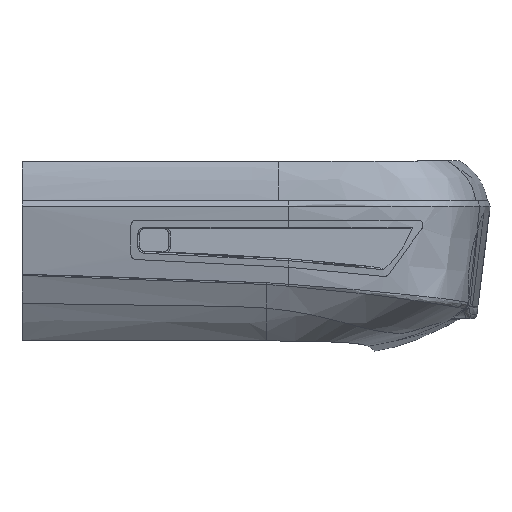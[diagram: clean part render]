
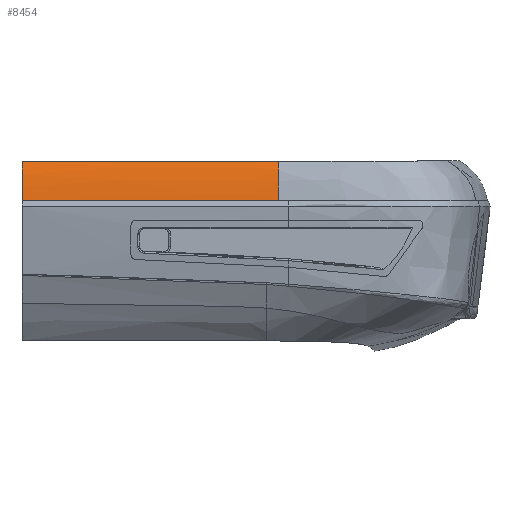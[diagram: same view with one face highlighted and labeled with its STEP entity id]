
A CAD part, left-side view. The second image highlights one B-rep face of the part: STEP entity #8454.
In plain terms, the highlighted free-form (B-spline) face has degree [3, 3] with [7, 7] control points.
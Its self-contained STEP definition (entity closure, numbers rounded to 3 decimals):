
#2821=CARTESIAN_POINT('',(-37.002,-49.374,
0.));
#2822=CARTESIAN_POINT('',(-36.933,-49.374,
0.654));
#2823=CARTESIAN_POINT('',(-36.755,-49.374,
1.916));
#2824=CARTESIAN_POINT('',(-36.444,-49.374,
3.142));
#2825=CARTESIAN_POINT('',(-36.191,-49.374,
3.711));
#2841=CARTESIAN_POINT('',(-36.195,-25.,3.702));
#2842=CARTESIAN_POINT('',(-36.268,-25.,
3.535));
#2843=CARTESIAN_POINT('',(-36.482,-25.001,
2.958));
#2844=CARTESIAN_POINT('',(-36.732,-25.,
1.944));
#2845=CARTESIAN_POINT('',(-36.901,-25.,
0.869));
#2846=CARTESIAN_POINT('',(-36.977,-25.,
0.218));
#2847=CARTESIAN_POINT('',(-37.,-25.,
0.));
#2849=CARTESIAN_POINT('',(-37.002,-49.374,
0.));
#2850=CARTESIAN_POINT('',(-37.002,-48.523,
0.));
#2851=CARTESIAN_POINT('',(-36.999,-45.969,
0.));
#2852=CARTESIAN_POINT('',(-37.001,-40.863,
0.));
#2853=CARTESIAN_POINT('',(-37.,-33.589,
0.));
#2854=CARTESIAN_POINT('',(-37.,-28.018,
0.));
#2855=CARTESIAN_POINT('',(-37.,-25.,
0.));
#2857=CARTESIAN_POINT('',(-36.191,-49.374,
3.711));
#2858=CARTESIAN_POINT('',(-36.198,-46.578,
3.708));
#2859=CARTESIAN_POINT('',(-36.19,-41.045,
3.704));
#2860=CARTESIAN_POINT('',(-36.194,-32.921,
3.704));
#2861=CARTESIAN_POINT('',(-36.194,-27.621,
3.702));
#2862=CARTESIAN_POINT('',(-36.195,-25.,3.702));
#2902=CARTESIAN_POINT('',(-37.,-25.,
0.));
#2903=VERTEX_POINT('',#2902);
#2908=VERTEX_POINT('',#2841);
#2909=VERTEX_POINT('',#2857);
#2952=VERTEX_POINT('',#2849);
#8396=CARTESIAN_POINT('',(-36.148,-24.756,
3.806));
#8397=CARTESIAN_POINT('',(-36.148,-27.856,
3.806));
#8398=CARTESIAN_POINT('',(-36.148,-33.508,
3.806));
#8399=CARTESIAN_POINT('',(-36.147,-40.863,
3.806));
#8400=CARTESIAN_POINT('',(-36.149,-46.051,
3.806));
#8401=CARTESIAN_POINT('',(-36.15,-48.685,
3.806));
#8402=CARTESIAN_POINT('',(-36.147,-49.617,
3.806));
#8403=CARTESIAN_POINT('',(-36.241,-24.756,
3.605));
#8404=CARTESIAN_POINT('',(-36.241,-27.856,
3.605));
#8405=CARTESIAN_POINT('',(-36.241,-33.508,
3.605));
#8406=CARTESIAN_POINT('',(-36.241,-40.863,
3.605));
#8407=CARTESIAN_POINT('',(-36.242,-46.051,
3.605));
#8408=CARTESIAN_POINT('',(-36.243,-48.685,
3.605));
#8409=CARTESIAN_POINT('',(-36.241,-49.617,
3.605));
#8410=CARTESIAN_POINT('',(-36.473,-24.756,
2.995));
#8411=CARTESIAN_POINT('',(-36.473,-27.856,
2.995));
#8412=CARTESIAN_POINT('',(-36.473,-33.508,
2.995));
#8413=CARTESIAN_POINT('',(-36.473,-40.863,
2.995));
#8414=CARTESIAN_POINT('',(-36.474,-46.05,
2.995));
#8415=CARTESIAN_POINT('',(-36.476,-48.685,
2.995));
#8416=CARTESIAN_POINT('',(-36.473,-49.617,
2.995));
#8417=CARTESIAN_POINT('',(-36.732,-24.756,
1.944));
#8418=CARTESIAN_POINT('',(-36.732,-27.855,
1.944));
#8419=CARTESIAN_POINT('',(-36.732,-33.508,
1.944));
#8420=CARTESIAN_POINT('',(-36.733,-40.863,
1.944));
#8421=CARTESIAN_POINT('',(-36.732,-46.05,
1.944));
#8422=CARTESIAN_POINT('',(-36.735,-48.685,
1.944));
#8423=CARTESIAN_POINT('',(-36.733,-49.617,
1.944));
#8424=CARTESIAN_POINT('',(-36.906,-24.756,
0.835));
#8425=CARTESIAN_POINT('',(-36.906,-27.855,
0.835));
#8426=CARTESIAN_POINT('',(-36.906,-33.508,
0.835));
#8427=CARTESIAN_POINT('',(-36.907,-40.863,
0.835));
#8428=CARTESIAN_POINT('',(-36.906,-46.05,
0.835));
#8429=CARTESIAN_POINT('',(-36.909,-48.685,
0.835));
#8430=CARTESIAN_POINT('',(-36.908,-49.617,
0.835));
#8431=CARTESIAN_POINT('',(-36.985,-24.756,
0.149));
#8432=CARTESIAN_POINT('',(-36.985,-27.855,
0.149));
#8433=CARTESIAN_POINT('',(-36.985,-33.508,
0.149));
#8434=CARTESIAN_POINT('',(-36.986,-40.863,
0.149));
#8435=CARTESIAN_POINT('',(-36.984,-46.05,
0.149));
#8436=CARTESIAN_POINT('',(-36.988,-48.685,
0.149));
#8437=CARTESIAN_POINT('',(-36.986,-49.617,
0.149));
#8438=CARTESIAN_POINT('',(-37.011,-24.756,
-0.104));
#8439=CARTESIAN_POINT('',(-37.01,-27.855,
-0.104));
#8440=CARTESIAN_POINT('',(-37.01,-33.508,
-0.104));
#8441=CARTESIAN_POINT('',(-37.012,-40.863,
-0.104));
#8442=CARTESIAN_POINT('',(-37.009,-46.05,
-0.104));
#8443=CARTESIAN_POINT('',(-37.013,-48.685,
-0.104));
#8444=CARTESIAN_POINT('',(-37.012,-49.617,
-0.104));
#8445=B_SPLINE_SURFACE_WITH_KNOTS('',3,3,((#8396,#8397,#8398,#8399,#8400,#8401,
#8402),(#8403,#8404,#8405,#8406,#8407,#8408,#8409),(#8410,#8411,#8412,#8413,
#8414,#8415,#8416),(#8417,#8418,#8419,#8420,#8421,#8422,#8423),(#8424,#8425,
#8426,#8427,#8428,#8429,#8430),(#8431,#8432,#8433,#8434,#8435,#8436,#8437),(
#8438,#8439,#8440,#8441,#8442,#8443,#8444)),.UNSPECIFIED.,.F.,.F.,.F.,(4,1,1,1,
4),(4,1,1,1,4),(0.004,0.166,0.488,
0.81,0.996),(0.793,0.868,
0.929,0.97,0.992),.UNSPECIFIED.);
#8447=ORIENTED_EDGE('',*,*,#8446,.T.);
#8448=ORIENTED_EDGE('',*,*,#3879,.F.);
#8449=ORIENTED_EDGE('',*,*,#8387,.T.);
#8451=ORIENTED_EDGE('',*,*,#8450,.T.);
#8452=EDGE_LOOP('',(#8447,#8448,#8449,#8451));
#8453=FACE_OUTER_BOUND('',#8452,.F.);
#8454=ADVANCED_FACE('',(#8453),#8445,.F.);
#2826=B_SPLINE_CURVE_WITH_KNOTS('',3,(#2821,#2822,#2823,#2824,#2825),
.UNSPECIFIED.,.F.,.F.,(4,1,4),(0.,0.513,1.),.UNSPECIFIED.);
#2848=B_SPLINE_CURVE_WITH_KNOTS('',3,(#2841,#2842,#2843,#2844,#2845,#2846,
#2847),.UNSPECIFIED.,.F.,.F.,(4,1,1,1,4),(0.,0.143,
0.486,0.829,1.),.UNSPECIFIED.);
#2856=B_SPLINE_CURVE_WITH_KNOTS('',3,(#2849,#2850,#2851,#2852,#2853,#2854,
#2855),.UNSPECIFIED.,.F.,.F.,(4,1,1,1,4),(0.,0.105,
0.314,0.629,1.),.UNSPECIFIED.);
#2863=B_SPLINE_CURVE_WITH_KNOTS('',3,(#2857,#2858,#2859,#2860,#2861,#2862),
.UNSPECIFIED.,.F.,.F.,(4,1,1,4),(0.,0.333,0.667,1.),
.UNSPECIFIED.);
#3879=EDGE_CURVE('',#2952,#2903,#2856,.T.);
#8387=EDGE_CURVE('',#2952,#2909,#2826,.T.);
#8446=EDGE_CURVE('',#2908,#2903,#2848,.T.);
#8450=EDGE_CURVE('',#2909,#2908,#2863,.T.);
